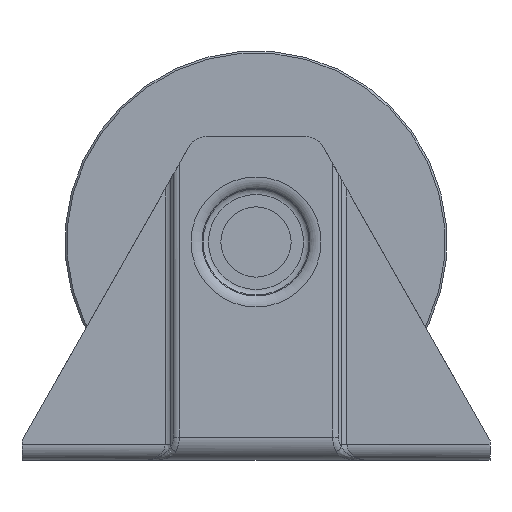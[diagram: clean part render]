
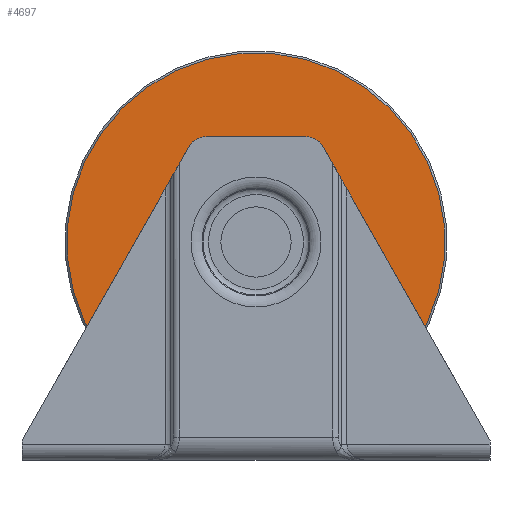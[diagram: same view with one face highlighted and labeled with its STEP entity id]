
A CAD part, front view. The second image highlights one B-rep face of the part: STEP entity #4697.
In plain terms, the highlighted planar face has unit normal (0, -1, 0).
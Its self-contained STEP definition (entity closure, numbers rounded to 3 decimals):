
#322=CIRCLE('',#5111,48.5);
#324=CIRCLE('',#5115,22.5);
#325=CIRCLE('',#5116,22.5);
#431=FACE_BOUND('',#1014,.T.);
#728=FACE_OUTER_BOUND('',#1013,.T.);
#1013=EDGE_LOOP('',(#3949));
#1014=EDGE_LOOP('',(#3950,#3951));
#2106=VERTEX_POINT('',#8784);
#2108=VERTEX_POINT('',#8792);
#2109=VERTEX_POINT('',#8793);
#2743=EDGE_CURVE('',#2106,#2106,#322,.T.);
#2746=EDGE_CURVE('',#2108,#2109,#324,.T.);
#2747=EDGE_CURVE('',#2109,#2108,#325,.T.);
#3949=ORIENTED_EDGE('',*,*,#2743,.F.);
#3950=ORIENTED_EDGE('',*,*,#2746,.T.);
#3951=ORIENTED_EDGE('',*,*,#2747,.T.);
#4236=PLANE('',#5114);
#4697=ADVANCED_FACE('',(#728,#431),#4236,.F.);
#5111=AXIS2_PLACEMENT_3D('',#8786,#6219,#6220);
#5114=AXIS2_PLACEMENT_3D('',#8791,#6226,#6227);
#5115=AXIS2_PLACEMENT_3D('',#8794,#6228,#6229);
#5116=AXIS2_PLACEMENT_3D('',#8795,#6230,#6231);
#6219=DIRECTION('center_axis',(0.,1.,0.));
#6220=DIRECTION('ref_axis',(0.709,0.,0.706));
#6226=DIRECTION('center_axis',(0.,1.,0.));
#6227=DIRECTION('ref_axis',(0.709,0.,0.706));
#6228=DIRECTION('center_axis',(0.,1.,0.));
#6229=DIRECTION('ref_axis',(0.706,0.,-0.709));
#6230=DIRECTION('center_axis',(0.,1.,0.));
#6231=DIRECTION('ref_axis',(0.706,0.,-0.709));
#8784=CARTESIAN_POINT('',(-34.369,-10.,21.78));
#8786=CARTESIAN_POINT('Origin',(0.,-10.,
56.));
#8791=CARTESIAN_POINT('Origin',(0.,-10.,
56.));
#8792=CARTESIAN_POINT('',(15.875,-10.,40.056));
#8793=CARTESIAN_POINT('',(-15.875,-10.,71.944));
#8794=CARTESIAN_POINT('Origin',(0.,-10.,
56.));
#8795=CARTESIAN_POINT('Origin',(0.,-10.,
56.));
